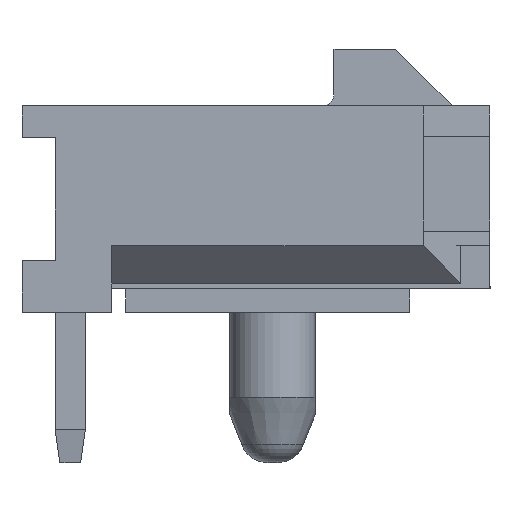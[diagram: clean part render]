
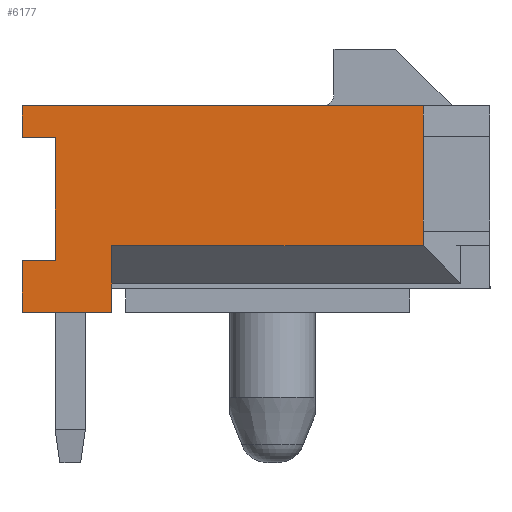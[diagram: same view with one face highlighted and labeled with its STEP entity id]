
A CAD part, left-side view. The second image highlights one B-rep face of the part: STEP entity #6177.
In plain terms, the highlighted planar face has unit normal (-1, 0, 0).
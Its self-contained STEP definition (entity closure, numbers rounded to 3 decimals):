
#845=ORIENTED_EDGE('',*,*,#2504,.T.);
#846=ORIENTED_EDGE('',*,*,#2505,.T.);
#847=ORIENTED_EDGE('',*,*,#2497,.T.);
#848=ORIENTED_EDGE('',*,*,#2506,.T.);
#849=ORIENTED_EDGE('',*,*,#2507,.F.);
#850=ORIENTED_EDGE('',*,*,#2508,.T.);
#851=ORIENTED_EDGE('',*,*,#2509,.F.);
#852=ORIENTED_EDGE('',*,*,#2510,.F.);
#853=ORIENTED_EDGE('',*,*,#2511,.F.);
#854=ORIENTED_EDGE('',*,*,#2063,.T.);
#855=ORIENTED_EDGE('',*,*,#2503,.T.);
#856=ORIENTED_EDGE('',*,*,#2512,.T.);
#2063=EDGE_CURVE('',#2940,#2939,#3519,.T.);
#2497=EDGE_CURVE('',#3275,#3276,#3953,.T.);
#2503=EDGE_CURVE('',#2939,#3280,#3959,.T.);
#2504=EDGE_CURVE('',#3281,#3282,#3960,.T.);
#2505=EDGE_CURVE('',#3282,#3275,#3961,.T.);
#2506=EDGE_CURVE('',#3276,#3283,#3962,.T.);
#2507=EDGE_CURVE('',#3284,#3283,#3963,.T.);
#2508=EDGE_CURVE('',#3284,#3285,#3964,.T.);
#2509=EDGE_CURVE('',#3286,#3285,#3965,.T.);
#2510=EDGE_CURVE('',#3287,#3286,#3966,.T.);
#2511=EDGE_CURVE('',#2940,#3287,#3967,.T.);
#2512=EDGE_CURVE('',#3280,#3281,#3968,.T.);
#2939=VERTEX_POINT('',#8709);
#2940=VERTEX_POINT('',#8711);
#3275=VERTEX_POINT('',#9556);
#3276=VERTEX_POINT('',#9557);
#3280=VERTEX_POINT('',#9567);
#3281=VERTEX_POINT('',#9571);
#3282=VERTEX_POINT('',#9572);
#3283=VERTEX_POINT('',#9575);
#3284=VERTEX_POINT('',#9577);
#3285=VERTEX_POINT('',#9579);
#3286=VERTEX_POINT('',#9581);
#3287=VERTEX_POINT('',#9583);
#3519=LINE('',#8710,#4388);
#3953=LINE('',#9555,#4822);
#3959=LINE('',#9568,#4828);
#3960=LINE('',#9570,#4829);
#3961=LINE('',#9573,#4830);
#3962=LINE('',#9574,#4831);
#3963=LINE('',#9576,#4832);
#3964=LINE('',#9578,#4833);
#3965=LINE('',#9580,#4834);
#3966=LINE('',#9582,#4835);
#3967=LINE('',#9584,#4836);
#3968=LINE('',#9585,#4837);
#4388=VECTOR('',#7010,1000.);
#4822=VECTOR('',#7596,1000.);
#4828=VECTOR('',#7604,1000.);
#4829=VECTOR('',#7607,1000.);
#4830=VECTOR('',#7608,1000.);
#4831=VECTOR('',#7609,1000.);
#4832=VECTOR('',#7610,1000.);
#4833=VECTOR('',#7611,1000.);
#4834=VECTOR('',#7612,1000.);
#4835=VECTOR('',#7613,1000.);
#4836=VECTOR('',#7614,1000.);
#4837=VECTOR('',#7615,1000.);
#5219=EDGE_LOOP('',(#845,#846,#847,#848,#849,#850,#851,#852,#853,#854,#855,
#856));
#5554=FACE_BOUND('',#5219,.T.);
#5868=PLANE('',#6533);
#6177=ADVANCED_FACE('',(#5554),#5868,.T.);
#6533=AXIS2_PLACEMENT_3D('',#9569,#7605,#7606);
#7010=DIRECTION('',(0.,1.,0.));
#7596=DIRECTION('',(0.,0.,-1.));
#7604=DIRECTION('',(0.,0.,-1.));
#7605=DIRECTION('',(-1.,0.,0.));
#7606=DIRECTION('',(0.,0.,1.));
#7607=DIRECTION('',(0.,0.,-1.));
#7608=DIRECTION('',(0.,1.,0.));
#7609=DIRECTION('',(0.,-1.,0.));
#7610=DIRECTION('',(0.,0.,-1.));
#7611=DIRECTION('',(0.,-1.,0.));
#7612=DIRECTION('',(0.,0.,-1.));
#7613=DIRECTION('',(0.,0.,-1.));
#7614=DIRECTION('',(0.,0.,-1.));
#7615=DIRECTION('',(0.,-1.,0.));
#8709=CARTESIAN_POINT('',(-13.825,4.95,2.185));
#8710=CARTESIAN_POINT('',(-13.825,-4.95,2.185));
#8711=CARTESIAN_POINT('',(-13.825,-3.536,2.185));
#9555=CARTESIAN_POINT('',(-13.825,4.95,2.185));
#9556=CARTESIAN_POINT('',(-13.825,4.95,-1.085));
#9557=CARTESIAN_POINT('',(-13.825,4.95,-2.185));
#9567=CARTESIAN_POINT('',(-13.825,4.95,1.515));
#9568=CARTESIAN_POINT('',(-13.825,4.95,2.185));
#9569=CARTESIAN_POINT('',(-13.825,0.,0.));
#9570=CARTESIAN_POINT('',(-13.825,4.25,0.));
#9571=CARTESIAN_POINT('',(-13.825,4.25,1.515));
#9572=CARTESIAN_POINT('',(-13.825,4.25,-1.085));
#9573=CARTESIAN_POINT('',(-13.825,0.,-1.085));
#9574=CARTESIAN_POINT('',(-13.825,4.95,-2.185));
#9575=CARTESIAN_POINT('',(-13.825,3.05,-2.185));
#9576=CARTESIAN_POINT('',(-13.825,3.05,-2.185));
#9577=CARTESIAN_POINT('',(-13.825,3.05,-0.771));
#9578=CARTESIAN_POINT('',(-13.825,3.05,-0.771));
#9579=CARTESIAN_POINT('',(-13.825,-3.536,-0.771));
#9580=CARTESIAN_POINT('',(-13.825,-3.536,0.));
#9581=CARTESIAN_POINT('',(-13.825,-3.536,-0.465));
#9582=CARTESIAN_POINT('',(-13.825,-3.536,1.535));
#9583=CARTESIAN_POINT('',(-13.825,-3.536,1.535));
#9584=CARTESIAN_POINT('',(-13.825,-3.536,0.));
#9585=CARTESIAN_POINT('',(-13.825,0.,1.515));
